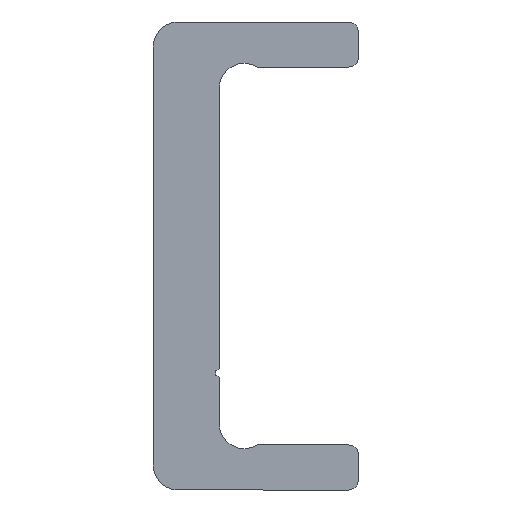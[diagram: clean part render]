
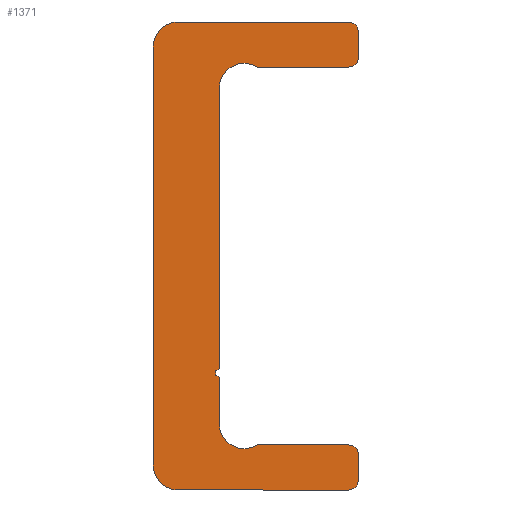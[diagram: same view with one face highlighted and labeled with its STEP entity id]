
A CAD part, left-side view. The second image highlights one B-rep face of the part: STEP entity #1371.
In plain terms, the highlighted planar face has unit normal (-1, 0, 0).
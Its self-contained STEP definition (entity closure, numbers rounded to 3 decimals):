
#707=CARTESIAN_POINT('',(0.0,2.2,10.03));
#708=VERTEX_POINT('',#707);
#715=CARTESIAN_POINT('',(0.0,2.2,-6.75));
#716=VERTEX_POINT('',#715);
#717=CARTESIAN_POINT('',(0.0,2.2,10.03));
#718=DIRECTION('',(0.0,0.0,-1.0));
#719=VECTOR('',#718,16.78);
#720=LINE('',#717,#719);
#721=EDGE_CURVE('',#708,#716,#720,.T.);
#785=CARTESIAN_POINT('',(0.0,-0.098,11.3));
#786=VERTEX_POINT('',#785);
#793=CARTESIAN_POINT('',(0.0,0.7,10.03));
#794=DIRECTION('',(-1.0,0.0,0.0));
#795=DIRECTION('',(0.0,-1.0,0.0));
#796=AXIS2_PLACEMENT_3D('',#793,#794,#795);
#797=CIRCLE('',#796,1.5);
#798=EDGE_CURVE('',#786,#708,#797,.T.);
#817=CARTESIAN_POINT('',(0.0,-5.55,11.3));
#818=VERTEX_POINT('',#817);
#825=CARTESIAN_POINT('',(0.0,-5.55,11.3));
#826=DIRECTION('',(0.0,1.0,0.0));
#827=VECTOR('',#826,5.452);
#828=LINE('',#825,#827);
#829=EDGE_CURVE('',#818,#786,#828,.T.);
#849=CARTESIAN_POINT('',(0.0,-6.15,11.9));
#850=VERTEX_POINT('',#849);
#857=CARTESIAN_POINT('',(0.0,-5.55,11.9));
#858=DIRECTION('',(1.0,0.0,0.0));
#859=DIRECTION('',(0.0,-1.0,0.0));
#860=AXIS2_PLACEMENT_3D('',#857,#858,#859);
#861=CIRCLE('',#860,0.6);
#862=EDGE_CURVE('',#850,#818,#861,.T.);
#881=CARTESIAN_POINT('',(0.0,-6.15,13.4));
#882=VERTEX_POINT('',#881);
#889=CARTESIAN_POINT('',(0.0,-6.15,13.4));
#890=DIRECTION('',(0.0,0.0,-1.0));
#891=VECTOR('',#890,1.5);
#892=LINE('',#889,#891);
#893=EDGE_CURVE('',#882,#850,#892,.T.);
#913=CARTESIAN_POINT('',(0.0,-5.55,14.));
#914=VERTEX_POINT('',#913);
#921=CARTESIAN_POINT('',(0.0,-5.55,13.4));
#922=DIRECTION('',(1.0,0.0,0.0));
#923=DIRECTION('',(0.0,0.0,1.0));
#924=AXIS2_PLACEMENT_3D('',#921,#922,#923);
#925=CIRCLE('',#924,0.6);
#926=EDGE_CURVE('',#914,#882,#925,.T.);
#945=CARTESIAN_POINT('',(0.0,4.65,14.));
#946=VERTEX_POINT('',#945);
#953=CARTESIAN_POINT('',(0.0,4.65,14.));
#954=DIRECTION('',(0.0,-1.0,0.0));
#955=VECTOR('',#954,10.2);
#956=LINE('',#953,#955);
#957=EDGE_CURVE('',#946,#914,#956,.T.);
#977=CARTESIAN_POINT('',(0.0,6.15,12.5));
#978=VERTEX_POINT('',#977);
#985=CARTESIAN_POINT('',(0.0,4.65,12.5));
#986=DIRECTION('',(1.0,0.0,0.0));
#987=DIRECTION('',(0.0,1.0,0.0));
#988=AXIS2_PLACEMENT_3D('',#985,#986,#987);
#989=CIRCLE('',#988,1.5);
#990=EDGE_CURVE('',#978,#946,#989,.T.);
#1009=CARTESIAN_POINT('',(0.0,6.15,-12.5));
#1010=VERTEX_POINT('',#1009);
#1017=CARTESIAN_POINT('',(0.0,6.15,-12.5));
#1018=DIRECTION('',(0.0,0.0,1.0));
#1019=VECTOR('',#1018,25.);
#1020=LINE('',#1017,#1019);
#1021=EDGE_CURVE('',#1010,#978,#1020,.T.);
#1080=CARTESIAN_POINT('',(0.0,4.65,-14.));
#1081=VERTEX_POINT('',#1080);
#1088=CARTESIAN_POINT('',(0.0,4.65,-12.5));
#1089=DIRECTION('',(1.0,0.0,0.0));
#1090=DIRECTION('',(0.0,0.0,-1.0));
#1091=AXIS2_PLACEMENT_3D('',#1088,#1089,#1090);
#1092=CIRCLE('',#1091,1.5);
#1093=EDGE_CURVE('',#1081,#1010,#1092,.T.);
#1112=CARTESIAN_POINT('',(0.0,-5.55,-14.));
#1113=VERTEX_POINT('',#1112);
#1120=CARTESIAN_POINT('',(0.0,-5.55,-14.));
#1121=DIRECTION('',(0.0,1.0,0.0));
#1122=VECTOR('',#1121,10.2);
#1123=LINE('',#1120,#1122);
#1124=EDGE_CURVE('',#1113,#1081,#1123,.T.);
#1144=CARTESIAN_POINT('',(0.0,-6.15,-13.4));
#1145=VERTEX_POINT('',#1144);
#1152=CARTESIAN_POINT('',(0.0,-5.55,-13.4));
#1153=DIRECTION('',(1.0,0.0,0.0));
#1154=DIRECTION('',(0.0,-1.0,0.0));
#1155=AXIS2_PLACEMENT_3D('',#1152,#1153,#1154);
#1156=CIRCLE('',#1155,0.6);
#1157=EDGE_CURVE('',#1145,#1113,#1156,.T.);
#1176=CARTESIAN_POINT('',(0.0,-6.15,-11.9));
#1177=VERTEX_POINT('',#1176);
#1184=CARTESIAN_POINT('',(0.0,-6.15,-11.9));
#1185=DIRECTION('',(0.0,0.0,-1.0));
#1186=VECTOR('',#1185,1.5);
#1187=LINE('',#1184,#1186);
#1188=EDGE_CURVE('',#1177,#1145,#1187,.T.);
#1208=CARTESIAN_POINT('',(0.0,-5.55,-11.3));
#1209=VERTEX_POINT('',#1208);
#1216=CARTESIAN_POINT('',(0.0,-5.55,-11.9));
#1217=DIRECTION('',(1.0,0.0,0.0));
#1218=DIRECTION('',(0.0,0.0,1.0));
#1219=AXIS2_PLACEMENT_3D('',#1216,#1217,#1218);
#1220=CIRCLE('',#1219,0.6);
#1221=EDGE_CURVE('',#1209,#1177,#1220,.T.);
#1240=CARTESIAN_POINT('',(0.0,-0.098,-11.3));
#1241=VERTEX_POINT('',#1240);
#1248=CARTESIAN_POINT('',(0.0,-0.098,-11.3));
#1249=DIRECTION('',(0.0,-1.0,0.0));
#1250=VECTOR('',#1249,5.452);
#1251=LINE('',#1248,#1250);
#1252=EDGE_CURVE('',#1241,#1209,#1251,.T.);
#1272=CARTESIAN_POINT('',(0.0,2.2,-10.03));
#1273=VERTEX_POINT('',#1272);
#1280=CARTESIAN_POINT('',(0.0,0.7,-10.03));
#1281=DIRECTION('',(-1.0,0.0,0.0));
#1282=DIRECTION('',(0.0,0.532,0.847));
#1283=AXIS2_PLACEMENT_3D('',#1280,#1281,#1282);
#1284=CIRCLE('',#1283,1.5);
#1285=EDGE_CURVE('',#1273,#1241,#1284,.T.);
#1304=CARTESIAN_POINT('',(0.0,2.2,-7.25));
#1305=VERTEX_POINT('',#1304);
#1312=CARTESIAN_POINT('',(0.0,2.2,-7.25));
#1313=DIRECTION('',(0.0,0.0,-1.0));
#1314=VECTOR('',#1313,2.78);
#1315=LINE('',#1312,#1314);
#1316=EDGE_CURVE('',#1305,#1273,#1315,.T.);
#1335=CARTESIAN_POINT('',(0.0,2.2,-7.));
#1336=DIRECTION('',(-1.0,0.0,0.0));
#1337=DIRECTION('',(0.0,0.0,1.0));
#1338=AXIS2_PLACEMENT_3D('',#1335,#1336,#1337);
#1339=CIRCLE('',#1338,0.25);
#1340=EDGE_CURVE('',#716,#1305,#1339,.T.);
#1346=CARTESIAN_POINT('',(0.0,1.611,-0.021));
#1347=DIRECTION('',(1.0,0.0,0.0));
#1348=DIRECTION('',(0.0,0.0,-1.0));
#1349=AXIS2_PLACEMENT_3D('',#1346,#1347,#1348);
#1350=PLANE('',#1349);
#1351=ORIENTED_EDGE('',*,*,#1340,.F.);
#1352=ORIENTED_EDGE('',*,*,#721,.F.);
#1353=ORIENTED_EDGE('',*,*,#798,.F.);
#1354=ORIENTED_EDGE('',*,*,#829,.F.);
#1355=ORIENTED_EDGE('',*,*,#862,.F.);
#1356=ORIENTED_EDGE('',*,*,#893,.F.);
#1357=ORIENTED_EDGE('',*,*,#926,.F.);
#1358=ORIENTED_EDGE('',*,*,#957,.F.);
#1359=ORIENTED_EDGE('',*,*,#990,.F.);
#1360=ORIENTED_EDGE('',*,*,#1021,.F.);
#1361=ORIENTED_EDGE('',*,*,#1093,.F.);
#1362=ORIENTED_EDGE('',*,*,#1124,.F.);
#1363=ORIENTED_EDGE('',*,*,#1157,.F.);
#1364=ORIENTED_EDGE('',*,*,#1188,.F.);
#1365=ORIENTED_EDGE('',*,*,#1221,.F.);
#1366=ORIENTED_EDGE('',*,*,#1252,.F.);
#1367=ORIENTED_EDGE('',*,*,#1285,.F.);
#1368=ORIENTED_EDGE('',*,*,#1316,.F.);
#1369=EDGE_LOOP('',(#1351,#1352,#1353,#1354,#1355,#1356,#1357,#1358,#1359,#1360,#1361,#1362,#1363,#1364,#1365,#1366,#1367,#1368));
#1370=FACE_OUTER_BOUND('',#1369,.T.);
#1371=ADVANCED_FACE('',(#1370),#1350,.F.);
